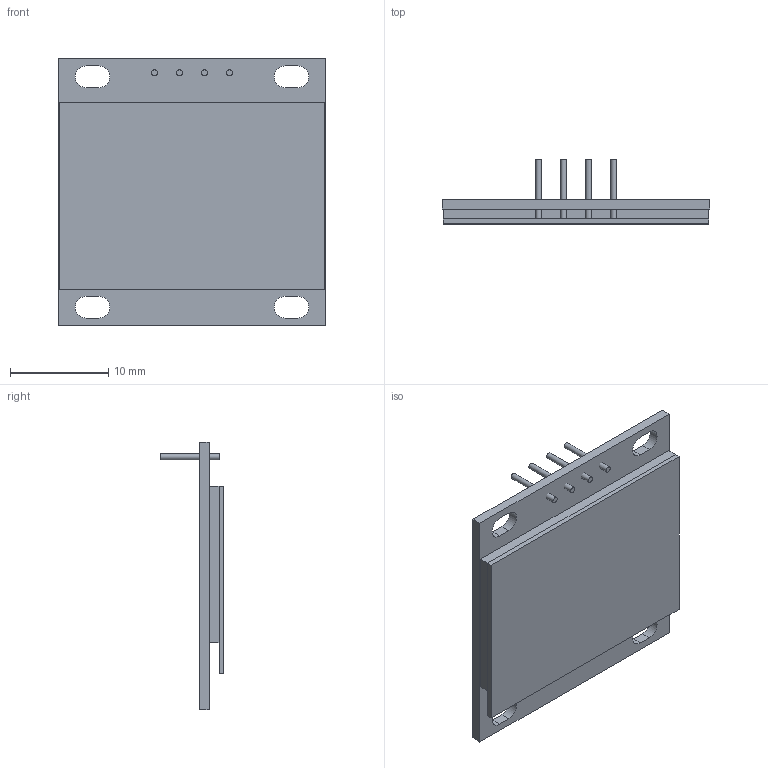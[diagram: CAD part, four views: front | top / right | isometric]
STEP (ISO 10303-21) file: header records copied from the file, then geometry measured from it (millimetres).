
FILE_DESCRIPTION(/* description */ (''),/* implementation_level */ '2;1');
FILE_NAME(/* name */ '0,96-Zoll_OLED_IIC.stp',/* time_stamp */ '2020-03-29T16:17:19+02:00',/* author */ ('Stefan'),/* organization */ (''),/* preprocessor_version */ 'ST-DEVELOPER v16.13',/* originating_system */ 'Autodesk Inventor 2018',/* authorisation */ '');
FILE_SCHEMA (('AUTOMOTIVE_DESIGN { 1 0 10303 214 3 1 1 }'));
Length unit declared in the file: millimetre
Products named in the file (1): 0,96-Zoll_OLED_IIC
Bounding box: 27.2 x 6.5 x 27.2 mm (x, y, z)
Volume: 1405.8 mm3; surface area: 3782.7 mm2
Topology: 8 solids, 8 shells, 56 faces, 120 edges, 80 vertices
Faces by surface type: plane 44, cylinder 12
Full cylindrical faces by diameter (mm): 0.6 x4
Entity records: 1580 total; most frequent: DIRECTION 254, CARTESIAN_POINT 253, ORIENTED_EDGE 232, EDGE_CURVE 116, LINE 92, VECTOR 92, AXIS2_PLACEMENT_3D 81, VERTEX_POINT 80
